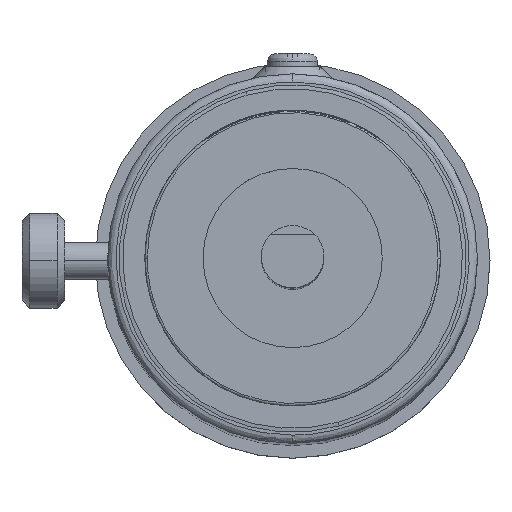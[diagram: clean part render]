
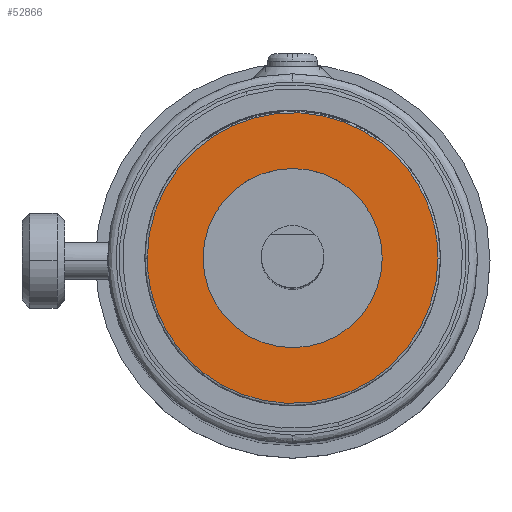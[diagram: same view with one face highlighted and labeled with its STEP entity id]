
A CAD part, top view. The second image highlights one B-rep face of the part: STEP entity #52866.
In plain terms, the highlighted planar face has unit normal (0, 0, 1).
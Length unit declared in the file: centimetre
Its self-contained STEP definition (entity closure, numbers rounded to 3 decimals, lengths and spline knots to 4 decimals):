
#2198 = ORIENTED_EDGE ( 'NONE', *, *, #4280, .F. ) ;
#2199 = ORIENTED_EDGE ( 'NONE', *, *, #35449, .F. ) ;
#2200 = ORIENTED_EDGE ( 'NONE', *, *, #35362, .T. ) ;
#2201 = ORIENTED_EDGE ( 'NONE', *, *, #35262, .T. ) ;
#4280 = EDGE_CURVE ( 'NONE', #21314, #21278, #17745, .T. ) ;
#7334 = CARTESIAN_POINT ( 'NONE',  ( 1.4732, -2.9464, 0. ) ) ;
#7342 = CARTESIAN_POINT ( 'NONE',  ( -1.4732, -2.9464, 0. ) ) ;
#7347 = CARTESIAN_POINT ( 'NONE',  ( 1.4732, 0., 0. ) ) ;
#7348 = CARTESIAN_POINT ( 'NONE',  ( -1.4732, 0., 0. ) ) ;
#8347 = AXIS2_PLACEMENT_3D ( 'NONE', #38460, #38461, #38462 ) ;
#8371 = AXIS2_PLACEMENT_3D ( 'NONE', #39014, #39015, #39016 ) ;
#9831 = CARTESIAN_POINT ( 'NONE',  ( -1.4732, 0., 0. ) ) ;
#9867 = CARTESIAN_POINT ( 'NONE',  ( 1.4732, 0., 0. ) ) ;
#10594 = CARTESIAN_POINT ( 'NONE',  ( 0.908, 0., 0. ) ) ;
#10598 = CARTESIAN_POINT ( 'NONE',  ( -0.908, 0., 0. ) ) ;
#15185 =( BOUNDED_CURVE ( )  B_SPLINE_CURVE ( 3, ( #39457, #39458, #39464, #39465 ),
 .UNSPECIFIED., .F., .F. ) 
 B_SPLINE_CURVE_WITH_KNOTS ( ( 4, 4 ),
 ( 0.5, 1. ),
 .UNSPECIFIED. ) 
 CURVE ( )  GEOMETRIC_REPRESENTATION_ITEM ( )  RATIONAL_B_SPLINE_CURVE ( ( 1., 0.333, 0.333, 1. ) ) 
 REPRESENTATION_ITEM ( '' )  );
#17745 =( BOUNDED_CURVE ( )  B_SPLINE_CURVE ( 3, ( #7347, #7334, #7342, #7348 ),
 .UNSPECIFIED., .F., .F. ) 
 B_SPLINE_CURVE_WITH_KNOTS ( ( 4, 4 ),
 ( 0., 0.5 ),
 .UNSPECIFIED. ) 
 CURVE ( )  GEOMETRIC_REPRESENTATION_ITEM ( )  RATIONAL_B_SPLINE_CURVE ( ( 1., 0.333, 0.333, 1. ) ) 
 REPRESENTATION_ITEM ( '' )  );
#20375 = CIRCLE ( 'NONE', #8347, 0.908 ) ;
#20570 = CIRCLE ( 'NONE', #8371, 0.908 ) ;
#21278 = VERTEX_POINT ( 'NONE', #9831 ) ;
#21314 = VERTEX_POINT ( 'NONE', #9867 ) ;
#22592 = VERTEX_POINT ( 'NONE', #10594 ) ;
#22593 = VERTEX_POINT ( 'NONE', #10598 ) ;
#35262 = EDGE_CURVE ( 'NONE', #22592, #22593, #20375, .T. ) ;
#35362 = EDGE_CURVE ( 'NONE', #22593, #22592, #20570, .T. ) ;
#35449 = EDGE_CURVE ( 'NONE', #21278, #21314, #15185, .T. ) ;
#38460 = CARTESIAN_POINT ( 'NONE',  ( 0., 0., 0. ) ) ;
#38461 = DIRECTION ( 'NONE',  ( 0., 0., -1. ) ) ;
#38462 = DIRECTION ( 'NONE',  ( -1., 0., 0. ) ) ;
#39014 = CARTESIAN_POINT ( 'NONE',  ( 0., 0., 0. ) ) ;
#39015 = DIRECTION ( 'NONE',  ( 0., 0., -1. ) ) ;
#39016 = DIRECTION ( 'NONE',  ( -1., 0., 0. ) ) ;
#39457 = CARTESIAN_POINT ( 'NONE',  ( -1.4732, 0., 0. ) ) ;
#39458 = CARTESIAN_POINT ( 'NONE',  ( -1.4732, 2.9464, 0. ) ) ;
#39464 = CARTESIAN_POINT ( 'NONE',  ( 1.4732, 2.9464, 0. ) ) ;
#39465 = CARTESIAN_POINT ( 'NONE',  ( 1.4732, 0., 0. ) ) ;
#52866 = ADVANCED_FACE ( 'NONE', ( #54196, #54211 ), #59189, .T. ) ;
#54196 = FACE_OUTER_BOUND ( 'NONE', #86155, .T. ) ;
#54211 = FACE_BOUND ( 'NONE', #86153, .T. ) ;
#59183 = CARTESIAN_POINT ( 'NONE',  ( 0.8522, 0., 0. ) ) ;
#59189 = PLANE ( 'NONE',  #60300 ) ;
#59191 = DIRECTION ( 'NONE',  ( 0., 0., 1. ) ) ;
#59192 = DIRECTION ( 'NONE',  ( 0., -1., 0. ) ) ;
#60300 = AXIS2_PLACEMENT_3D ( 'NONE', #59183, #59191, #59192 ) ;
#86153 = EDGE_LOOP ( 'NONE', ( #2200, #2201 ) ) ;
#86155 = EDGE_LOOP ( 'NONE', ( #2198, #2199 ) ) ;
